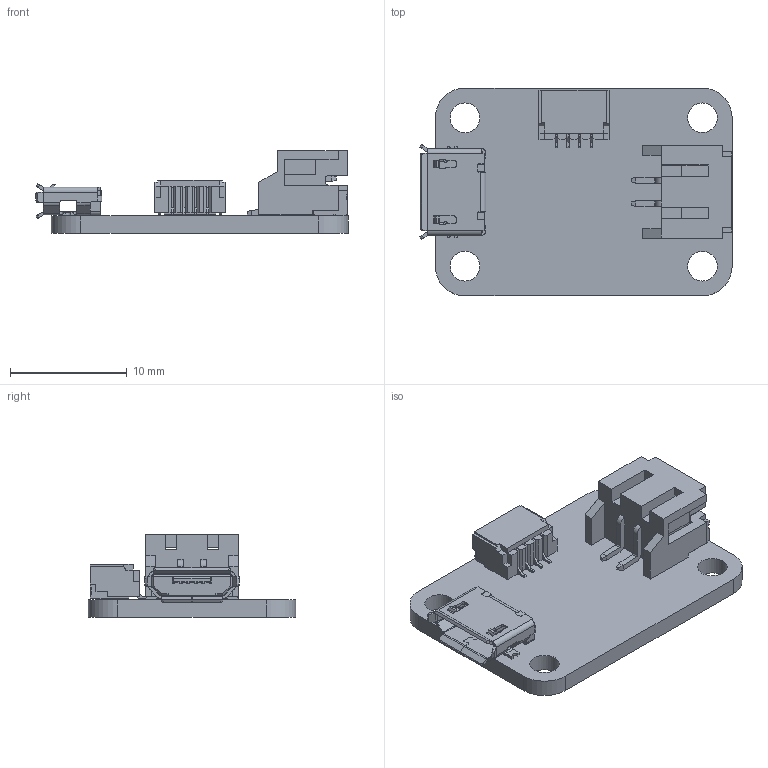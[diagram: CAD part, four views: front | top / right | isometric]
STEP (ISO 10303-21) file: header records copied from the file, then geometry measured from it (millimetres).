
FILE_DESCRIPTION(('KiCad electronic assembly'),'2;1');
FILE_NAME('MicroUSB2JST.step','2025-03-03T14:16:47',('Pcbnew'),('Kicad') ,'Open CASCADE STEP processor 7.8','KiCad to STEP converter','Unknown' );
FILE_SCHEMA(('AUTOMOTIVE_DESIGN { 1 0 10303 214 1 1 1 1 }'));
Length unit declared in the file: millimetre
Products named in the file (5): MicroUSB2JST 1; S2B-PH-SM4-TB_LF__SN_; SM04B-SRSS-TB_LF__SN_; UJ2-MIBH-G-SMT-TR; MicroUSB2JST_PCB
Assembly tree (4 placements, depth 2):
  MicroUSB2JST 1
    S2B-PH-SM4-TB_LF__SN_
    SM04B-SRSS-TB_LF__SN_
    UJ2-MIBH-G-SMT-TR
    MicroUSB2JST_PCB
Bounding box: 26.71 x 17.78 x 7.09 mm (x, y, z)
Volume: 884.1 mm3; surface area: 1952.2 mm2
Topology: 14 solids, 14 shells, 991 faces, 2739 edges, 1776 vertices
Faces by surface type: plane 790, cylinder 193, sphere 4, cone 4
Full cylindrical faces by diameter (mm): 0.55 x2, 2.54 x4
Entity records: 33316 total; most frequent: CARTESIAN_POINT 5785, ORIENTED_EDGE 5478, DIRECTION 5057, EDGE_CURVE 2739, LINE 2323, VECTOR 2323, VERTEX_POINT 1776, AXIS2_PLACEMENT_3D 1367
